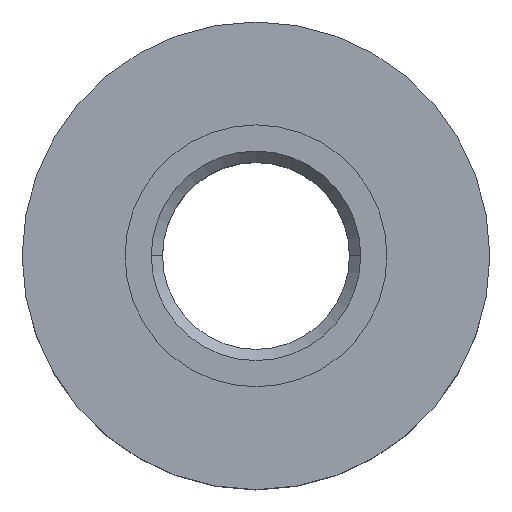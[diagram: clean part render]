
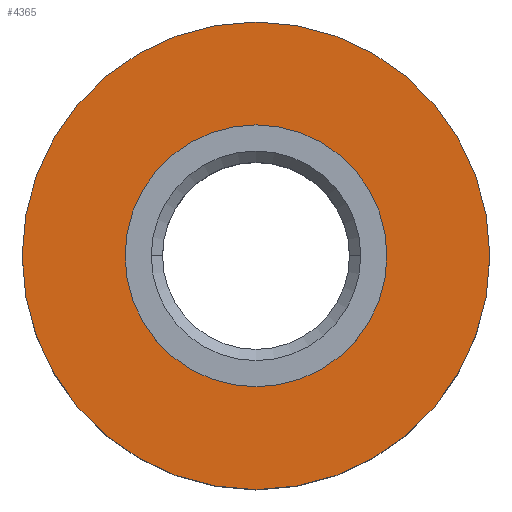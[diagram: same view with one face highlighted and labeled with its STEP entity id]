
A CAD part, top view. The second image highlights one B-rep face of the part: STEP entity #4365.
In plain terms, the highlighted planar face has unit normal (0, 0, 1).
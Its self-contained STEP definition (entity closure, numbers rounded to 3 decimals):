
#178 = CARTESIAN_POINT ( 'NONE',  ( -6.25, 0., 2.6 ) ) ;
#180 = CARTESIAN_POINT ( 'NONE',  ( 6.25, 0., 2.6 ) ) ;
#187 = CARTESIAN_POINT ( 'NONE',  ( -3.5, 0., 2.6 ) ) ;
#188 = CARTESIAN_POINT ( 'NONE',  ( 3.5, 0., 2.6 ) ) ;
#1122 = ORIENTED_EDGE ( 'NONE', *, *, #1788, .F. ) ;
#1123 = ORIENTED_EDGE ( 'NONE', *, *, #1755, .F. ) ;
#1124 = ORIENTED_EDGE ( 'NONE', *, *, #1787, .T. ) ;
#1125 = ORIENTED_EDGE ( 'NONE', *, *, #1754, .T. ) ;
#1136 = VERTEX_POINT ( 'NONE', #188 ) ;
#1137 = VERTEX_POINT ( 'NONE', #187 ) ;
#1144 = VERTEX_POINT ( 'NONE', #180 ) ;
#1146 = VERTEX_POINT ( 'NONE', #178 ) ;
#1754 = EDGE_CURVE ( 'NONE', #1146, #1144, #2552, .T. ) ;
#1755 = EDGE_CURVE ( 'NONE', #1137, #1136, #2553, .T. ) ;
#1787 = EDGE_CURVE ( 'NONE', #1144, #1146, #2606, .T. ) ;
#1788 = EDGE_CURVE ( 'NONE', #1136, #1137, #2608, .T. ) ;
#2047 = AXIS2_PLACEMENT_3D ( 'NONE', #3073, #3074, #3075 ) ;
#2048 = AXIS2_PLACEMENT_3D ( 'NONE', #3077, #3078, #3079 ) ;
#2059 = AXIS2_PLACEMENT_3D ( 'NONE', #3152, #3153, #3154 ) ;
#2060 = AXIS2_PLACEMENT_3D ( 'NONE', #3156, #3157, #3158 ) ;
#2552 = CIRCLE ( 'NONE', #2047, 6.25 ) ;
#2553 = CIRCLE ( 'NONE', #2048, 3.5 ) ;
#2606 = CIRCLE ( 'NONE', #2059, 6.25 ) ;
#2608 = CIRCLE ( 'NONE', #2060, 3.5 ) ;
#3073 = CARTESIAN_POINT ( 'NONE',  ( 0., 0., 2.6 ) ) ;
#3074 = DIRECTION ( 'NONE',  ( 0., 0., 1. ) ) ;
#3075 = DIRECTION ( 'NONE',  ( 1., 0., 0. ) ) ;
#3077 = CARTESIAN_POINT ( 'NONE',  ( 0., 0., 2.6 ) ) ;
#3078 = DIRECTION ( 'NONE',  ( 0., 0., 1. ) ) ;
#3079 = DIRECTION ( 'NONE',  ( 1., 0., 0. ) ) ;
#3152 = CARTESIAN_POINT ( 'NONE',  ( 0., 0., 2.6 ) ) ;
#3153 = DIRECTION ( 'NONE',  ( 0., 0., 1. ) ) ;
#3154 = DIRECTION ( 'NONE',  ( 1., 0., 0. ) ) ;
#3156 = CARTESIAN_POINT ( 'NONE',  ( 0., 0., 2.6 ) ) ;
#3157 = DIRECTION ( 'NONE',  ( 0., 0., 1. ) ) ;
#3158 = DIRECTION ( 'NONE',  ( 1., 0., 0. ) ) ;
#3911 = EDGE_LOOP ( 'NONE', ( #1124, #1125 ) ) ;
#3924 = EDGE_LOOP ( 'NONE', ( #1122, #1123 ) ) ;
#4365 = ADVANCED_FACE ( 'NONE', ( #4644, #4646 ), #4941, .F. ) ;
#4644 = FACE_BOUND ( 'NONE', #3924, .T. ) ;
#4646 = FACE_OUTER_BOUND ( 'NONE', #3911, .T. ) ;
#4938 = DIRECTION ( 'NONE',  ( 0., 0., -1. ) ) ;
#4939 = CARTESIAN_POINT ( 'NONE',  ( 0., 6.25, 2.6 ) ) ;
#4941 = PLANE ( 'NONE',  #5028 ) ;
#4943 = DIRECTION ( 'NONE',  ( -1., 0., 0. ) ) ;
#5028 = AXIS2_PLACEMENT_3D ( 'NONE', #4939, #4938, #4943 ) ;
